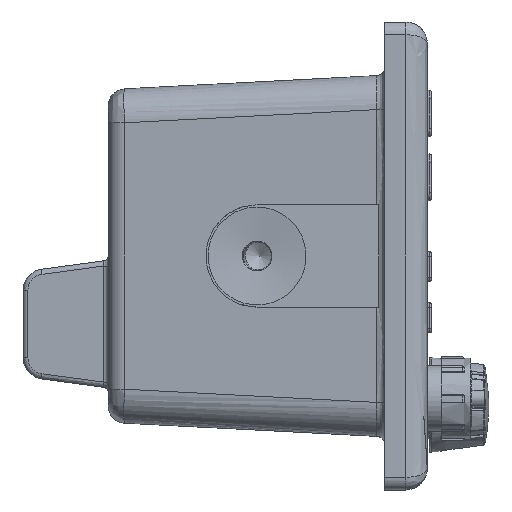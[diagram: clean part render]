
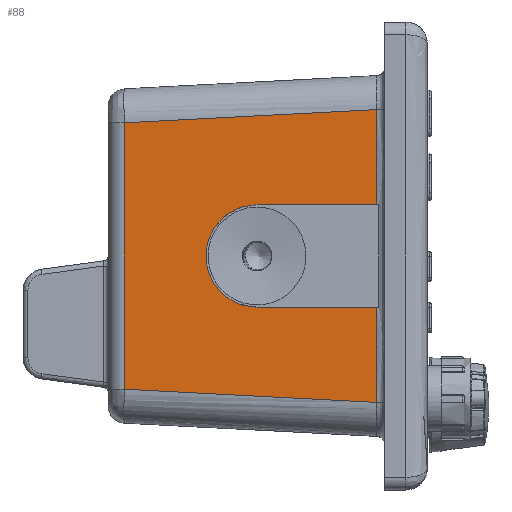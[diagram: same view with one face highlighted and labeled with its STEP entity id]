
A CAD part, front view. The second image highlights one B-rep face of the part: STEP entity #88.
In plain terms, the highlighted free-form (B-spline) face has degree [1, 1] with [2, 2] control points.
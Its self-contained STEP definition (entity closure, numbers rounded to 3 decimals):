
#88 = ADVANCED_FACE('',(#89),#154,.T.);
#89 = FACE_BOUND('',#90,.T.);
#90 = EDGE_LOOP('',(#91,#100,#109,#116,#123,#130,#139,#146));
#91 = ORIENTED_EDGE('',*,*,#92,.F.);
#92 = EDGE_CURVE('',#93,#95,#97,.T.);
#93 = VERTEX_POINT('',#94);
#94 = CARTESIAN_POINT('',(-2.58,-132.581,
    16.334));
#95 = VERTEX_POINT('',#96);
#96 = CARTESIAN_POINT('',(-40.836,-130.576,
    16.334));
#97 = B_SPLINE_CURVE_WITH_KNOTS('',1,(#98,#99),.UNSPECIFIED.,.F.,.F.,(2,
    2),(1.898,30.041),.PIECEWISE_BEZIER_KNOTS.);
#98 = CARTESIAN_POINT('',(-2.58,-132.581,
    16.334));
#99 = CARTESIAN_POINT('',(-40.836,-130.576,
    16.334));
#100 = ORIENTED_EDGE('',*,*,#101,.T.);
#101 = EDGE_CURVE('',#93,#102,#104,.T.);
#102 = VERTEX_POINT('',#103);
#103 = CARTESIAN_POINT('',(-2.58,-132.581,
    46.841));
#104 = B_SPLINE_CURVE_WITH_KNOTS('',3,(#105,#106,#107,#108),
  .UNSPECIFIED.,.F.,.F.,(4,4),(0.,1.),.PIECEWISE_BEZIER_KNOTS.);
#105 = CARTESIAN_POINT('',(-2.58,-132.581,
    16.334));
#106 = CARTESIAN_POINT('',(-2.58,-132.581,
    26.503));
#107 = CARTESIAN_POINT('',(-2.58,-132.581,
    36.672));
#108 = CARTESIAN_POINT('',(-2.58,-132.581,
    46.841));
#109 = ORIENTED_EDGE('',*,*,#110,.T.);
#110 = EDGE_CURVE('',#102,#111,#113,.T.);
#111 = VERTEX_POINT('',#112);
#112 = CARTESIAN_POINT('',(-83.317,-128.349,
    42.609));
#113 = B_SPLINE_CURVE_WITH_KNOTS('',1,(#114,#115),.UNSPECIFIED.,.F.,.F.,
  (2,2),(-2.124,57.352),.PIECEWISE_BEZIER_KNOTS.);
#114 = CARTESIAN_POINT('',(-2.58,-132.581,
    46.841));
#115 = CARTESIAN_POINT('',(-83.317,-128.349,
    42.609));
#116 = ORIENTED_EDGE('',*,*,#117,.T.);
#117 = EDGE_CURVE('',#111,#118,#120,.T.);
#118 = VERTEX_POINT('',#119);
#119 = CARTESIAN_POINT('',(-83.317,-128.349,
    -42.609));
#120 = B_SPLINE_CURVE_WITH_KNOTS('',1,(#121,#122),.UNSPECIFIED.,.F.,.F.,
  (2,2),(-73.803,-11.197),.PIECEWISE_BEZIER_KNOTS.);
#121 = CARTESIAN_POINT('',(-83.317,-128.349,
    42.609));
#122 = CARTESIAN_POINT('',(-83.317,-128.349,
    -42.609));
#123 = ORIENTED_EDGE('',*,*,#124,.T.);
#124 = EDGE_CURVE('',#118,#125,#127,.T.);
#125 = VERTEX_POINT('',#126);
#126 = CARTESIAN_POINT('',(-2.58,-132.581,
    -46.841));
#127 = B_SPLINE_CURVE_WITH_KNOTS('',1,(#128,#129),.UNSPECIFIED.,.F.,.F.,
  (2,2),(-61.795,-2.318),.PIECEWISE_BEZIER_KNOTS.);
#128 = CARTESIAN_POINT('',(-83.317,-128.349,
    -42.609));
#129 = CARTESIAN_POINT('',(-2.58,-132.581,
    -46.841));
#130 = ORIENTED_EDGE('',*,*,#131,.T.);
#131 = EDGE_CURVE('',#125,#132,#134,.T.);
#132 = VERTEX_POINT('',#133);
#133 = CARTESIAN_POINT('',(-2.58,-132.581,
    -16.334));
#134 = B_SPLINE_CURVE_WITH_KNOTS('',3,(#135,#136,#137,#138),
  .UNSPECIFIED.,.F.,.F.,(4,4),(0.,1.),.PIECEWISE_BEZIER_KNOTS.);
#135 = CARTESIAN_POINT('',(-2.58,-132.581,
    -46.841));
#136 = CARTESIAN_POINT('',(-2.58,-132.581,
    -36.672));
#137 = CARTESIAN_POINT('',(-2.58,-132.581,
    -26.503));
#138 = CARTESIAN_POINT('',(-2.58,-132.581,
    -16.334));
#139 = ORIENTED_EDGE('',*,*,#140,.F.);
#140 = EDGE_CURVE('',#141,#132,#143,.T.);
#141 = VERTEX_POINT('',#142);
#142 = CARTESIAN_POINT('',(-40.836,-130.576,
    -16.334));
#143 = B_SPLINE_CURVE_WITH_KNOTS('',1,(#144,#145),.UNSPECIFIED.,.F.,.F.,
  (2,2),(-30.041,-1.898),.PIECEWISE_BEZIER_KNOTS.);
#144 = CARTESIAN_POINT('',(-40.836,-130.576,
    -16.334));
#145 = CARTESIAN_POINT('',(-2.58,-132.581,
    -16.334));
#146 = ORIENTED_EDGE('',*,*,#147,.F.);
#147 = EDGE_CURVE('',#95,#141,#148,.T.);
#148 = ( BOUNDED_CURVE() B_SPLINE_CURVE(2,(#149,#150,#151,#152,#153),
.UNSPECIFIED.,.F.,.F.) B_SPLINE_CURVE_WITH_KNOTS((3,2,3),(4.712
,6.283,7.854),.PIECEWISE_BEZIER_KNOTS.) CURVE() 
GEOMETRIC_REPRESENTATION_ITEM() RATIONAL_B_SPLINE_CURVE((1.,
0.707,1.,0.707,1.)) REPRESENTATION_ITEM('') );
#149 = CARTESIAN_POINT('',(-40.836,-130.576,
    16.334));
#150 = CARTESIAN_POINT('',(-57.17,-129.72,
    16.334));
#151 = CARTESIAN_POINT('',(-57.17,-129.72,
    0.));
#152 = CARTESIAN_POINT('',(-57.17,-129.72,
    -16.334));
#153 = CARTESIAN_POINT('',(-40.836,-130.576,
    -16.334));
#154 = B_SPLINE_SURFACE_WITH_KNOTS('',1,1,(
    (#155,#156)
    ,(#157,#158
    )),.UNSPECIFIED.,.F.,.F.,.F.,(2,2),(2,2),(-61.293,
    -1.898),(8.088,76.912),
  .PIECEWISE_BEZIER_KNOTS.);
#155 = CARTESIAN_POINT('',(-83.317,-128.349,
    -46.841));
#156 = CARTESIAN_POINT('',(-83.317,-128.349,
    46.841));
#157 = CARTESIAN_POINT('',(-2.58,-132.581,
    -46.841));
#158 = CARTESIAN_POINT('',(-2.58,-132.581,
    46.841));
